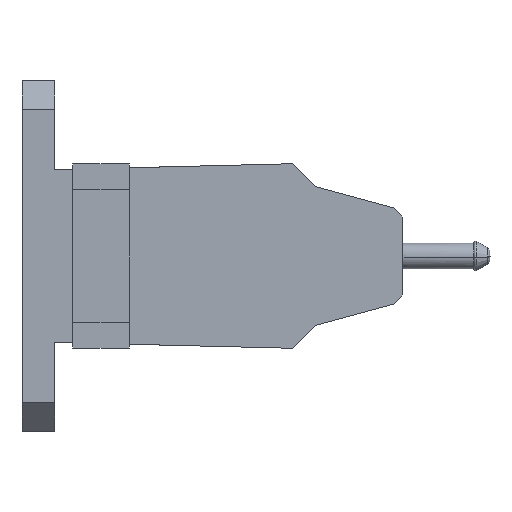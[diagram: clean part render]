
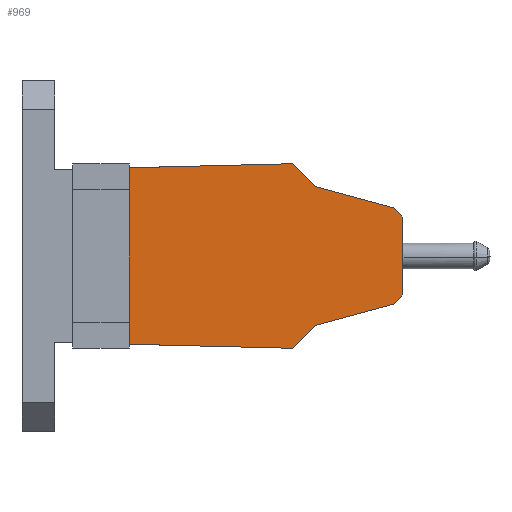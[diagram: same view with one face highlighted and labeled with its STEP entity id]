
A CAD part, left-side view. The second image highlights one B-rep face of the part: STEP entity #969.
In plain terms, the highlighted planar face has unit normal (-1, 0, 0).
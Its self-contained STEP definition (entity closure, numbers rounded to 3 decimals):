
#65 = CARTESIAN_POINT ( 'NONE',  ( -41.342, 7.669, 23.509 ) ) ;
#72 = DIRECTION ( 'NONE',  ( 0., 0., -1. ) ) ;
#94 = DIRECTION ( 'NONE',  ( 0., 1., 0.025 ) ) ;
#125 = ORIENTED_EDGE ( 'NONE', *, *, #2823, .F. ) ;
#140 = VECTOR ( 'NONE', #2229, 1000. ) ;
#172 = LINE ( 'NONE', #1054, #2739 ) ;
#261 = EDGE_CURVE ( 'NONE', #1698, #4513, #3746, .T. ) ;
#301 = DIRECTION ( 'NONE',  ( 0., 0.965, -0.262 ) ) ;
#320 = CARTESIAN_POINT ( 'NONE',  ( -41.342, 14.584, 14.614 ) ) ;
#321 = EDGE_CURVE ( 'NONE', #1511, #5108, #4823, .T. ) ;
#402 = CARTESIAN_POINT ( 'NONE',  ( -41.342, -2.033, 12.652 ) ) ;
#406 = LINE ( 'NONE', #320, #3428 ) ;
#485 = EDGE_CURVE ( 'NONE', #1022, #2301, #4125, .T. ) ;
#525 = VECTOR ( 'NONE', #4768, 1000. ) ;
#589 = DIRECTION ( 'NONE',  ( 0., 0.666, -0.746 ) ) ;
#616 = ORIENTED_EDGE ( 'NONE', *, *, #261, .F. ) ;
#683 = CARTESIAN_POINT ( 'NONE',  ( -41.342, 2.901, 14. ) ) ;
#969 = ADVANCED_FACE ( 'NONE', ( #3209 ), #1934, .T. ) ;
#1022 = VERTEX_POINT ( 'NONE', #4299 ) ;
#1026 = DIRECTION ( 'NONE',  ( 0., -0.662, -0.75 ) ) ;
#1050 = CARTESIAN_POINT ( 'NONE',  ( -41.342, 14.584, 15.177 ) ) ;
#1054 = CARTESIAN_POINT ( 'NONE',  ( -41.342, 7.544, 23.505 ) ) ;
#1095 = CARTESIAN_POINT ( 'NONE',  ( -41.342, 4.347, 3.894 ) ) ;
#1141 = CARTESIAN_POINT ( 'NONE',  ( -41.342, 3.377, 0.541 ) ) ;
#1382 = VERTEX_POINT ( 'NONE', #4381 ) ;
#1396 = LINE ( 'NONE', #2265, #5431 ) ;
#1453 = VECTOR ( 'NONE', #3658, 1000. ) ;
#1460 = VECTOR ( 'NONE', #301, 1000. ) ;
#1511 = VERTEX_POINT ( 'NONE', #3104 ) ;
#1521 = ORIENTED_EDGE ( 'NONE', *, *, #3627, .F. ) ;
#1525 = EDGE_CURVE ( 'NONE', #3137, #2067, #1624, .T. ) ;
#1624 = LINE ( 'NONE', #2473, #5841 ) ;
#1646 = VERTEX_POINT ( 'NONE', #4428 ) ;
#1658 = ORIENTED_EDGE ( 'NONE', *, *, #321, .F. ) ;
#1698 = VERTEX_POINT ( 'NONE', #2704 ) ;
#1773 = EDGE_CURVE ( 'NONE', #2423, #4459, #2343, .T. ) ;
#1836 = CARTESIAN_POINT ( 'NONE',  ( -41.342, 2.872, 5.338 ) ) ;
#1878 = CARTESIAN_POINT ( 'NONE',  ( -41.342, -2.427, 12.205 ) ) ;
#1887 = EDGE_CURVE ( 'NONE', #3041, #1646, #2877, .T. ) ;
#1931 = LINE ( 'NONE', #1141, #3784 ) ;
#1934 = PLANE ( 'NONE',  #4257 ) ;
#2046 = EDGE_CURVE ( 'NONE', #1382, #1698, #2698, .T. ) ;
#2061 = CARTESIAN_POINT ( 'NONE',  ( -41.342, 2.901, 5.323 ) ) ;
#2067 = VERTEX_POINT ( 'NONE', #1878 ) ;
#2160 = ORIENTED_EDGE ( 'NONE', *, *, #5151, .F. ) ;
#2163 = ORIENTED_EDGE ( 'NONE', *, *, #3982, .F. ) ;
#2229 = DIRECTION ( 'NONE',  ( 0., -0.965, -0.262 ) ) ;
#2259 = VECTOR ( 'NONE', #94, 1000. ) ;
#2265 = CARTESIAN_POINT ( 'NONE',  ( -41.342, 10.71, 21.716 ) ) ;
#2292 = VECTOR ( 'NONE', #2475, 1000. ) ;
#2301 = VERTEX_POINT ( 'NONE', #402 ) ;
#2314 = CARTESIAN_POINT ( 'NONE',  ( -41.342, 18.471, 13.862 ) ) ;
#2343 = LINE ( 'NONE', #3745, #2259 ) ;
#2412 = LINE ( 'NONE', #2506, #2292 ) ;
#2423 = VERTEX_POINT ( 'NONE', #1095 ) ;
#2432 = CARTESIAN_POINT ( 'NONE',  ( -41.342, 18.501, 15.081 ) ) ;
#2473 = CARTESIAN_POINT ( 'NONE',  ( -41.342, 2.178, 21.735 ) ) ;
#2475 = DIRECTION ( 'NONE',  ( 0., 0.711, -0.703 ) ) ;
#2506 = CARTESIAN_POINT ( 'NONE',  ( -41.342, 6.51, 1.757 ) ) ;
#2567 = DIRECTION ( 'NONE',  ( 0., -0.899, -0.437 ) ) ;
#2666 = VECTOR ( 'NONE', #2567, 1000. ) ;
#2698 = LINE ( 'NONE', #3210, #5403 ) ;
#2704 = CARTESIAN_POINT ( 'NONE',  ( -41.342, -2.427, 7.119 ) ) ;
#2739 = VECTOR ( 'NONE', #1026, 1000. ) ;
#2756 = ORIENTED_EDGE ( 'NONE', *, *, #1887, .F. ) ;
#2790 = EDGE_CURVE ( 'NONE', #2301, #3137, #172, .T. ) ;
#2823 = EDGE_CURVE ( 'NONE', #4513, #1511, #1931, .T. ) ;
#2877 = LINE ( 'NONE', #2432, #4540 ) ;
#2975 = CARTESIAN_POINT ( 'NONE',  ( -41.342, 12.14, 0.834 ) ) ;
#2992 = ORIENTED_EDGE ( 'NONE', *, *, #4119, .F. ) ;
#3008 = ORIENTED_EDGE ( 'NONE', *, *, #1773, .F. ) ;
#3041 = VERTEX_POINT ( 'NONE', #1050 ) ;
#3104 = CARTESIAN_POINT ( 'NONE',  ( -41.342, -2.033, 6.671 ) ) ;
#3137 = VERTEX_POINT ( 'NONE', #5309 ) ;
#3209 = FACE_OUTER_BOUND ( 'NONE', #4006, .T. ) ;
#3210 = CARTESIAN_POINT ( 'NONE',  ( -41.342, 3.496, 0.487 ) ) ;
#3290 = DIRECTION ( 'NONE',  ( 0., 0.662, -0.75 ) ) ;
#3353 = ORIENTED_EDGE ( 'NONE', *, *, #2790, .F. ) ;
#3428 = VECTOR ( 'NONE', #3914, 1000. ) ;
#3466 = ORIENTED_EDGE ( 'NONE', *, *, #2046, .F. ) ;
#3611 = VECTOR ( 'NONE', #72, 1000. ) ;
#3627 = EDGE_CURVE ( 'NONE', #5108, #5201, #5268, .T. ) ;
#3658 = DIRECTION ( 'NONE',  ( 0., -0.666, -0.746 ) ) ;
#3745 = CARTESIAN_POINT ( 'NONE',  ( -41.342, 18.707, 4.247 ) ) ;
#3746 = LINE ( 'NONE', #4763, #5145 ) ;
#3784 = VECTOR ( 'NONE', #3290, 1000. ) ;
#3903 = ORIENTED_EDGE ( 'NONE', *, *, #1525, .F. ) ;
#3914 = DIRECTION ( 'NONE',  ( 0., 0., -1. ) ) ;
#3944 = VERTEX_POINT ( 'NONE', #4348 ) ;
#3982 = EDGE_CURVE ( 'NONE', #4505, #1022, #5808, .T. ) ;
#4006 = EDGE_LOOP ( 'NONE', ( #3008, #2160, #1521, #1658, #125, #616, #3466, #4233, #5371, #3903, #3353, #4324, #2163, #2992, #2756, #4237 ) ) ;
#4102 = LINE ( 'NONE', #65, #1453 ) ;
#4119 = EDGE_CURVE ( 'NONE', #1646, #4505, #1396, .T. ) ;
#4123 = DIRECTION ( 'NONE',  ( -1., 0., 0. ) ) ;
#4125 = LINE ( 'NONE', #5822, #140 ) ;
#4185 = CARTESIAN_POINT ( 'NONE',  ( -41.342, -2.427, 7.117 ) ) ;
#4233 = ORIENTED_EDGE ( 'NONE', *, *, #5556, .F. ) ;
#4237 = ORIENTED_EDGE ( 'NONE', *, *, #4934, .T. ) ;
#4257 = AXIS2_PLACEMENT_3D ( 'NONE', #2314, #4123, #5057 ) ;
#4284 = DIRECTION ( 'NONE',  ( 0., -0.435, -0.9 ) ) ;
#4299 = CARTESIAN_POINT ( 'NONE',  ( -41.342, 2.872, 13.986 ) ) ;
#4324 = ORIENTED_EDGE ( 'NONE', *, *, #485, .F. ) ;
#4336 = CARTESIAN_POINT ( 'NONE',  ( -41.342, 15.238, 1.975 ) ) ;
#4348 = CARTESIAN_POINT ( 'NONE',  ( -41.342, -2.534, 12.085 ) ) ;
#4381 = CARTESIAN_POINT ( 'NONE',  ( -41.342, -2.534, 7.238 ) ) ;
#4428 = CARTESIAN_POINT ( 'NONE',  ( -41.342, 4.347, 15.429 ) ) ;
#4459 = VERTEX_POINT ( 'NONE', #4522 ) ;
#4465 = CARTESIAN_POINT ( 'NONE',  ( -41.342, 15.442, 20.095 ) ) ;
#4469 = EDGE_CURVE ( 'NONE', #2067, #3944, #4102, .T. ) ;
#4505 = VERTEX_POINT ( 'NONE', #683 ) ;
#4513 = VERTEX_POINT ( 'NONE', #4185 ) ;
#4522 = CARTESIAN_POINT ( 'NONE',  ( -41.342, 14.584, 4.146 ) ) ;
#4540 = VECTOR ( 'NONE', #4695, 1000. ) ;
#4556 = CARTESIAN_POINT ( 'NONE',  ( -41.342, -2.534, 13.862 ) ) ;
#4695 = DIRECTION ( 'NONE',  ( 0., -1., 0.025 ) ) ;
#4763 = CARTESIAN_POINT ( 'NONE',  ( -41.342, -1.113, 4.398 ) ) ;
#4768 = DIRECTION ( 'NONE',  ( 0., 0.899, -0.437 ) ) ;
#4823 = LINE ( 'NONE', #4336, #1460 ) ;
#4934 = EDGE_CURVE ( 'NONE', #3041, #4459, #406, .T. ) ;
#5057 = DIRECTION ( 'NONE',  ( 0., 0., 1. ) ) ;
#5108 = VERTEX_POINT ( 'NONE', #1836 ) ;
#5145 = VECTOR ( 'NONE', #5149, 1000. ) ;
#5149 = DIRECTION ( 'NONE',  ( 0., 0.435, -0.9 ) ) ;
#5151 = EDGE_CURVE ( 'NONE', #5201, #2423, #2412, .T. ) ;
#5201 = VERTEX_POINT ( 'NONE', #2061 ) ;
#5268 = LINE ( 'NONE', #2975, #525 ) ;
#5309 = CARTESIAN_POINT ( 'NONE',  ( -41.342, -2.427, 12.206 ) ) ;
#5371 = ORIENTED_EDGE ( 'NONE', *, *, #4469, .F. ) ;
#5403 = VECTOR ( 'NONE', #589, 1000. ) ;
#5431 = VECTOR ( 'NONE', #5454, 1000. ) ;
#5454 = DIRECTION ( 'NONE',  ( 0., -0.711, -0.703 ) ) ;
#5481 = LINE ( 'NONE', #4556, #3611 ) ;
#5556 = EDGE_CURVE ( 'NONE', #3944, #1382, #5481, .T. ) ;
#5808 = LINE ( 'NONE', #4465, #2666 ) ;
#5822 = CARTESIAN_POINT ( 'NONE',  ( -41.342, 17.365, 17.927 ) ) ;
#5841 = VECTOR ( 'NONE', #4284, 1000. ) ;
